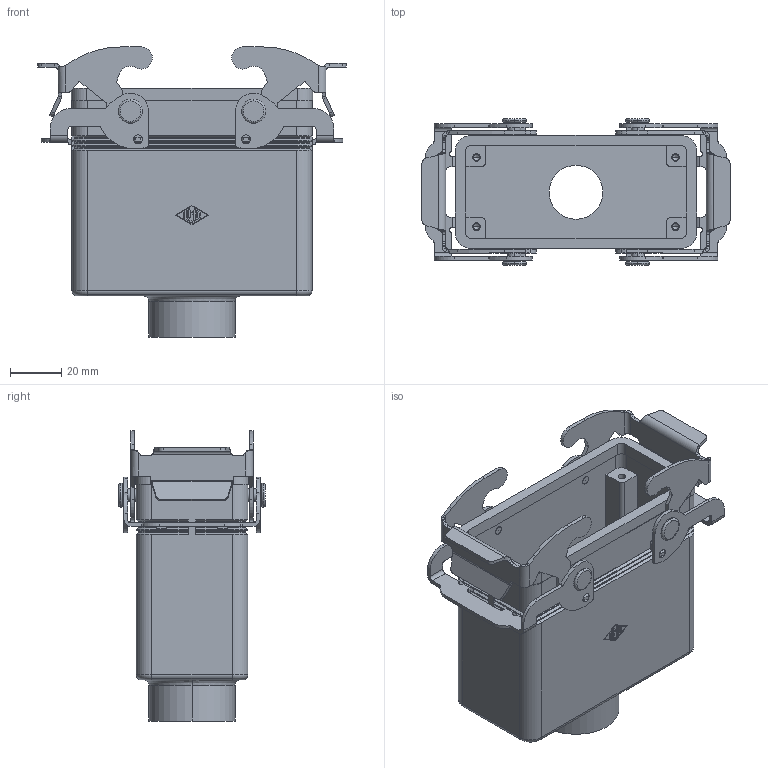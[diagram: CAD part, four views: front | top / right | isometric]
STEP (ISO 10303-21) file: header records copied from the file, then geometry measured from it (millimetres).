
FILE_DESCRIPTION((''),'2;1');
FILE_NAME('MVAV 16 G25.stp','2006-12-19T10:28:58',('gembarski'),(''),'Autodesk Inventor 7','Autodesk Inventor 7','');
FILE_SCHEMA(('AUTOMOTIVE_DESIGN { 1 0 10303 214 1 1 1 1 }'));
Length unit declared in the file: millimetre
Products named in the file (1): MVAV 16 G25
Bounding box: 119.97 x 57 x 113 mm (x, y, z)
Volume: 106271.2 mm3; surface area: 69391.8 mm2
Topology: 3 solids, 3 shells, 714 faces, 1893 edges, 1208 vertices
Faces by surface type: bspline 293, plane 207, cylinder 186, cone 16, torus 12
Entity records: 27492 total; most frequent: CARTESIAN_POINT 10425, ORIENTED_EDGE 3754, DIRECTION 3269, EDGE_CURVE 1877, VERTEX_POINT 1208, VECTOR 1177, LINE 1177, AXIS2_PLACEMENT_3D 1046
